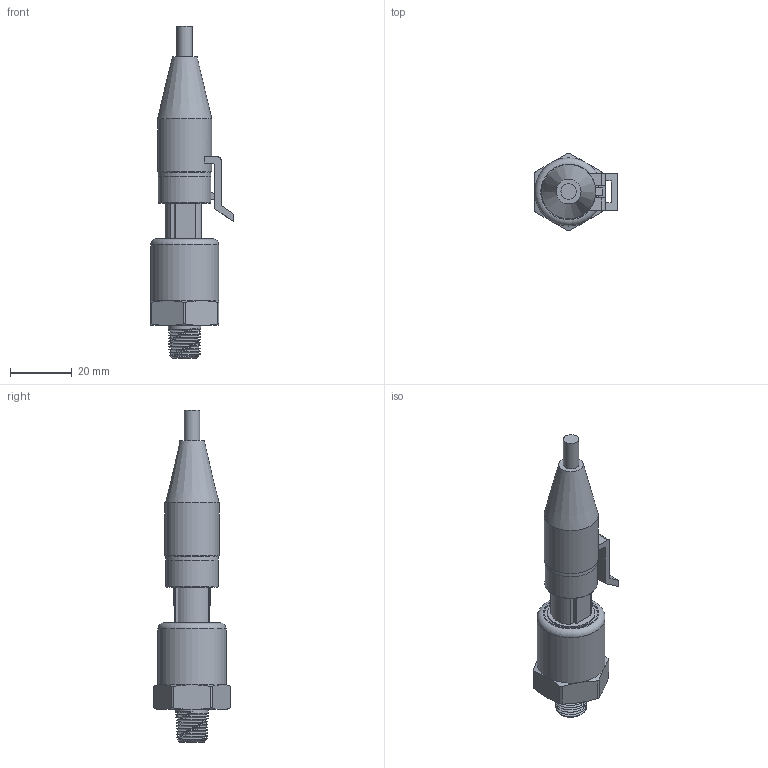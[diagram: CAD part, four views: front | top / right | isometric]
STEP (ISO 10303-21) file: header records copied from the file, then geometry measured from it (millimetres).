
FILE_DESCRIPTION(/* description */ (''),/* implementation_level */ '2;1');
FILE_NAME(/* name */ 'Pressure Sensor Assey.stp',/* time_stamp */ '2018-05-10T14:35:37+05:00',/* author */ ('mode__ojq3kdt'),/* organization */ (''),/* preprocessor_version */ 'ST-DEVELOPER v16.1',/* originating_system */ 'Autodesk Inventor 2016',/* authorisation */ '');
FILE_SCHEMA (('AUTOMOTIVE_DESIGN { 1 0 10303 214 3 1 1 }'));
Length unit declared in the file: millimetre
Products named in the file (3): Oil Pressure Sensor; Connector; Pressure Sensor Assey
Assembly tree (2 placements, depth 2):
  Pressure Sensor Assey
    Oil Pressure Sensor
    Connector
Bounding box: 26.75 x 25 x 107.24 mm (x, y, z)
Volume: 17522.2 mm3; surface area: 12253.8 mm2
Topology: 2 solids, 5 shells, 200 faces, 468 edges, 293 vertices
Faces by surface type: plane 114, cylinder 42, cone 34, bspline 6, torus 4
Full cylindrical faces by diameter (mm): 3 x1, 5 x1, 10.036 x1, 12 x4, 14 x4, 15.364 x1, 17 x1, 17.324 x1, 17.5 x1, 18.044 x2, 20 x1, 21 x2, 22 x1
Entity records: 6873 total; most frequent: CARTESIAN_POINT 2481, DIRECTION 855, ORIENTED_EDGE 804, EDGE_CURVE 400, AXIS2_PLACEMENT_3D 301, VERTEX_POINT 271, LINE 253, VECTOR 253
